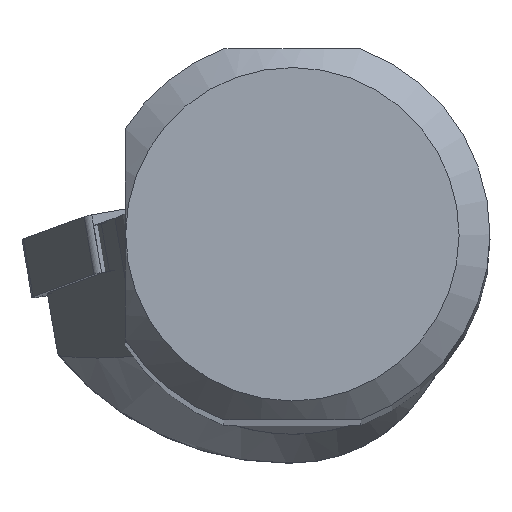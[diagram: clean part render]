
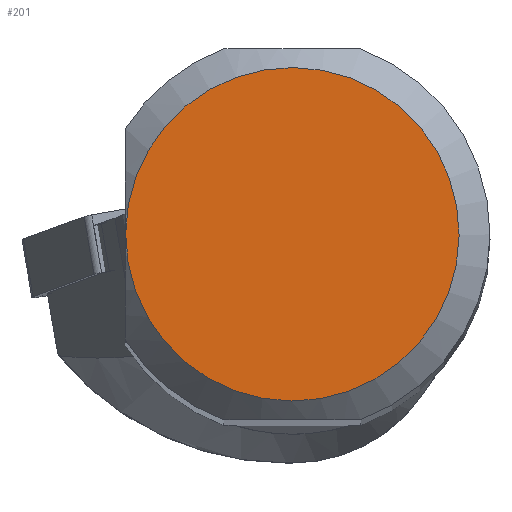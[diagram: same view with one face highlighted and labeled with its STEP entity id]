
A CAD part, top view. The second image highlights one B-rep face of the part: STEP entity #201.
In plain terms, the highlighted planar face has unit normal (0, 0, 1).
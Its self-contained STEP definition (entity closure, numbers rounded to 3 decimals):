
#156=FACE_OUTER_BOUND('',#410,.T.);
#201=ADVANCED_FACE('CU_SU_BP3',(#156),#232,.F.);
#232=PLANE('',#1059);
#410=EDGE_LOOP('',(#599));
#599=ORIENTED_EDGE('',*,*,#856,.T.);
#748=VERTEX_POINT('',#1690);
#856=EDGE_CURVE('',#748,#748,#903,.T.);
#903=CIRCLE('',#1054,13.489);
#1054=AXIS2_PLACEMENT_3D('',#1689,#1270,#1271);
#1059=AXIS2_PLACEMENT_3D('',#1709,#1280,#1281);
#1270=DIRECTION('',(0.,0.,1.));
#1271=DIRECTION('',(-0.986,-0.168,0.));
#1280=DIRECTION('',(0.,0.,-1.));
#1281=DIRECTION('',(-0.986,-0.168,0.));
#1689=CARTESIAN_POINT('',(0.,0.,0.));
#1690=CARTESIAN_POINT('',(-13.297,-2.268,0.));
#1709=CARTESIAN_POINT('',(-15.989,0.,0.));
